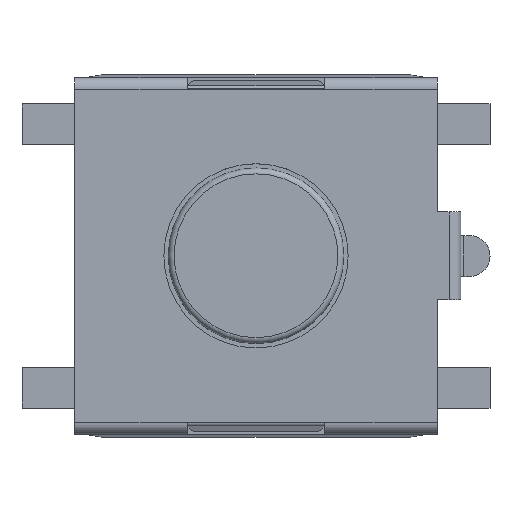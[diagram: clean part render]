
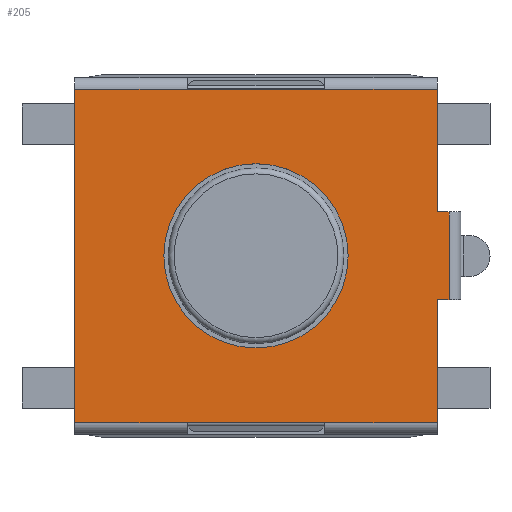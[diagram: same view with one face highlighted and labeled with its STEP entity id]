
A CAD part, top view. The second image highlights one B-rep face of the part: STEP entity #205.
In plain terms, the highlighted planar face has unit normal (0, 0, 1).
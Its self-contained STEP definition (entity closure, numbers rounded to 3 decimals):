
#205 = ADVANCED_FACE( '', ( #412, #413 ), #414, .F. );
#412 = FACE_BOUND( '', #689, .T. );
#413 = FACE_OUTER_BOUND( '', #690, .T. );
#414 = PLANE( '', #691 );
#689 = EDGE_LOOP( '', ( #1310 ) );
#690 = EDGE_LOOP( '', ( #1311, #1312, #1313, #1314, #1315, #1316, #1317, #1318, #1319, #1320, #1321, #1322 ) );
#691 = AXIS2_PLACEMENT_3D( '', #1323, #1324, #1325 );
#1310 = ORIENTED_EDGE( '', *, *, #1895, .T. );
#1311 = ORIENTED_EDGE( '', *, *, #1890, .T. );
#1312 = ORIENTED_EDGE( '', *, *, #1903, .T. );
#1313 = ORIENTED_EDGE( '', *, *, #1904, .F. );
#1314 = ORIENTED_EDGE( '', *, *, #1849, .F. );
#1315 = ORIENTED_EDGE( '', *, *, #1846, .T. );
#1316 = ORIENTED_EDGE( '', *, *, #1905, .T. );
#1317 = ORIENTED_EDGE( '', *, *, #1906, .F. );
#1318 = ORIENTED_EDGE( '', *, *, #1761, .F. );
#1319 = ORIENTED_EDGE( '', *, *, #1805, .F. );
#1320 = ORIENTED_EDGE( '', *, *, #1706, .T. );
#1321 = ORIENTED_EDGE( '', *, *, #1803, .T. );
#1322 = ORIENTED_EDGE( '', *, *, #1881, .T. );
#1323 = CARTESIAN_POINT( '', ( -3.1, -2.85, 2. ) );
#1324 = DIRECTION( '', ( 0., 0., -1. ) );
#1325 = DIRECTION( '', ( -1., 0., 0. ) );
#1706 = EDGE_CURVE( '', #2168, #2169, #2170, .T. );
#1761 = EDGE_CURVE( '', #2258, #2260, #2261, .F. );
#1803 = EDGE_CURVE( '', #2169, #2304, #2325, .T. );
#1805 = EDGE_CURVE( '', #2168, #2258, #2327, .T. );
#1846 = EDGE_CURVE( '', #2379, #2384, #2386, .T. );
#1849 = EDGE_CURVE( '', #2379, #2389, #2390, .T. );
#1881 = EDGE_CURVE( '', #2304, #2431, #2433, .T. );
#1890 = EDGE_CURVE( '', #2431, #2443, #2446, .T. );
#1895 = EDGE_CURVE( '', #2452, #2452, #2453, .T. );
#1903 = EDGE_CURVE( '', #2443, #2463, #2464, .T. );
#1904 = EDGE_CURVE( '', #2389, #2463, #2465, .T. );
#1905 = EDGE_CURVE( '', #2384, #2466, #2467, .T. );
#1906 = EDGE_CURVE( '', #2260, #2466, #2468, .F. );
#2168 = VERTEX_POINT( '', #3356 );
#2169 = VERTEX_POINT( '', #3357 );
#2170 = LINE( '', #3358, #3359 );
#2258 = VERTEX_POINT( '', #3486 );
#2260 = VERTEX_POINT( '', #3488 );
#2261 = LINE( '', #3489, #3490 );
#2304 = VERTEX_POINT( '', #3547 );
#2325 = LINE( '', #3577, #3578 );
#2327 = LINE( '', #3580, #3581 );
#2379 = VERTEX_POINT( '', #3661 );
#2384 = VERTEX_POINT( '', #3669 );
#2386 = LINE( '', #3671, #3672 );
#2389 = VERTEX_POINT( '', #3676 );
#2390 = LINE( '', #3677, #3678 );
#2431 = VERTEX_POINT( '', #3739 );
#2433 = LINE( '', #3741, #3742 );
#2443 = VERTEX_POINT( '', #3757 );
#2446 = LINE( '', #3761, #3762 );
#2452 = VERTEX_POINT( '', #3771 );
#2453 = CIRCLE( '', #3772, 1.575 );
#2463 = VERTEX_POINT( '', #3786 );
#2464 = LINE( '', #3787, #3788 );
#2465 = LINE( '', #3789, #3790 );
#2466 = VERTEX_POINT( '', #3791 );
#2467 = LINE( '', #3792, #3793 );
#2468 = LINE( '', #3794, #3795 );
#3356 = CARTESIAN_POINT( '', ( -3.1, -2.85, 2. ) );
#3357 = CARTESIAN_POINT( '', ( -1.175, -2.85, 2. ) );
#3358 = CARTESIAN_POINT( '', ( -3.1, -2.85, 2. ) );
#3359 = VECTOR( '', #4129, 1000. );
#3486 = CARTESIAN_POINT( '', ( -3.1, 2.85, 2. ) );
#3488 = CARTESIAN_POINT( '', ( -1.175, 2.85, 2. ) );
#3489 = CARTESIAN_POINT( '', ( -3.1, 2.85, 2. ) );
#3490 = VECTOR( '', #4187, 1000. );
#3547 = CARTESIAN_POINT( '', ( 1.175, -2.85, 2. ) );
#3577 = CARTESIAN_POINT( '', ( -3.1, -2.85, 2. ) );
#3578 = VECTOR( '', #4238, 1000. );
#3580 = CARTESIAN_POINT( '', ( -3.1, -2.85, 2. ) );
#3581 = VECTOR( '', #4239, 1000. );
#3661 = CARTESIAN_POINT( '', ( 3.1, 0.75, 2. ) );
#3669 = CARTESIAN_POINT( '', ( 3.1, 2.85, 2. ) );
#3671 = CARTESIAN_POINT( '', ( 3.1, -2.85, 2. ) );
#3672 = VECTOR( '', #4277, 1000. );
#3676 = CARTESIAN_POINT( '', ( 3.3, 0.75, 2. ) );
#3677 = CARTESIAN_POINT( '', ( 3.1, 0.75, 2. ) );
#3678 = VECTOR( '', #4279, 1000. );
#3739 = CARTESIAN_POINT( '', ( 3.1, -2.85, 2. ) );
#3741 = CARTESIAN_POINT( '', ( 1.175, -2.85, 2. ) );
#3742 = VECTOR( '', #4312, 1000. );
#3757 = CARTESIAN_POINT( '', ( 3.1, -0.75, 2. ) );
#3761 = CARTESIAN_POINT( '', ( 3.1, -2.85, 2. ) );
#3762 = VECTOR( '', #4319, 1000. );
#3771 = CARTESIAN_POINT( '', ( -1.575, 0., 2. ) );
#3772 = AXIS2_PLACEMENT_3D( '', #4323, #4324, #4325 );
#3786 = CARTESIAN_POINT( '', ( 3.3, -0.75, 2. ) );
#3787 = CARTESIAN_POINT( '', ( 3.1, -0.75, 2. ) );
#3788 = VECTOR( '', #4333, 1000. );
#3789 = CARTESIAN_POINT( '', ( 3.3, 0.75, 2. ) );
#3790 = VECTOR( '', #4334, 1000. );
#3791 = CARTESIAN_POINT( '', ( 1.175, 2.85, 2. ) );
#3792 = CARTESIAN_POINT( '', ( 3.1, 2.85, 2. ) );
#3793 = VECTOR( '', #4335, 1000. );
#3794 = CARTESIAN_POINT( '', ( -3.1, 2.85, 2. ) );
#3795 = VECTOR( '', #4336, 1000. );
#4129 = DIRECTION( '', ( 1., 0., 0. ) );
#4187 = DIRECTION( '', ( -1., 0., 0. ) );
#4238 = DIRECTION( '', ( 1., 0., 0. ) );
#4239 = DIRECTION( '', ( 0., 1., 0. ) );
#4277 = DIRECTION( '', ( 0., 1., 0. ) );
#4279 = DIRECTION( '', ( 1., 0., 0. ) );
#4312 = DIRECTION( '', ( 1., 0., 0. ) );
#4319 = DIRECTION( '', ( 0., 1., 0. ) );
#4323 = CARTESIAN_POINT( '', ( 0., 0., 2. ) );
#4324 = DIRECTION( '', ( 0., 0., -1. ) );
#4325 = DIRECTION( '', ( -1., 0., 0. ) );
#4333 = DIRECTION( '', ( 1., 0., 0. ) );
#4334 = DIRECTION( '', ( 0., -1., 0. ) );
#4335 = DIRECTION( '', ( -1., 0., 0. ) );
#4336 = DIRECTION( '', ( -1., 0., 0. ) );
